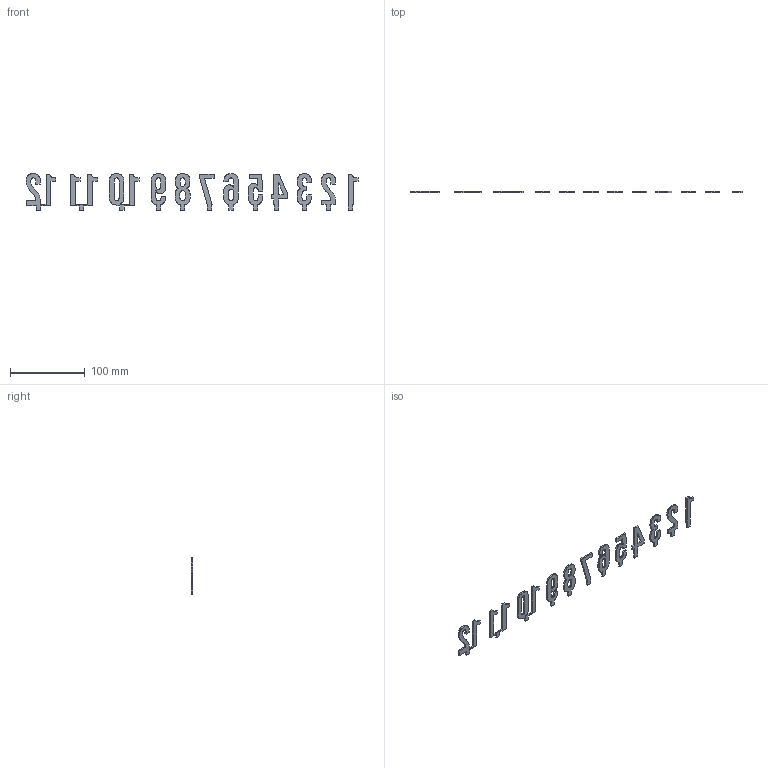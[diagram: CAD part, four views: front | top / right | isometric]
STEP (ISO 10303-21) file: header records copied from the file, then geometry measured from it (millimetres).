
FILE_DESCRIPTION(/* description */ (''),/* implementation_level */ '2;1');
FILE_NAME(/* name */ 'Chain Clock v11 Letters.step',/* time_stamp */ '2023-02-20T13:17:05+01:00',/* author */ (''),/* organization */ (''),/* preprocessor_version */ 'ST-DEVELOPER v19.2',/* originating_system */ 'Autodesk Translation Framework v11.17.0.187',/* authorisation */ '');
FILE_SCHEMA (('AUTOMOTIVE_DESIGN { 1 0 10303 214 3 1 1 }'));
Length unit declared in the file: millimetre
Products named in the file (2): Chain Clock; 6280K661_Roller Chain Sprocket
Assembly tree (1 placements, depth 2):
  Chain Clock
    6280K661_Roller Chain Sprocket
Bounding box: 443.99 x 2 x 49.22 mm (x, y, z)
Volume: 13998.8 mm3; surface area: 18879.7 mm2
Topology: 12 solids, 12 shells, 347 faces, 969 edges, 646 vertices
Faces by surface type: plane 198, bspline 149
Entity records: 11346 total; most frequent: CARTESIAN_POINT 3354, ORIENTED_EDGE 1938, DIRECTION 1071, EDGE_CURVE 969, LINE 669, VECTOR 669, VERTEX_POINT 646, EDGE_LOOP 359
